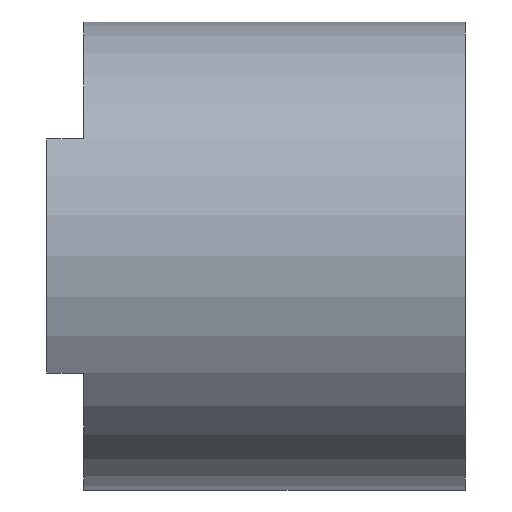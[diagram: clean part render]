
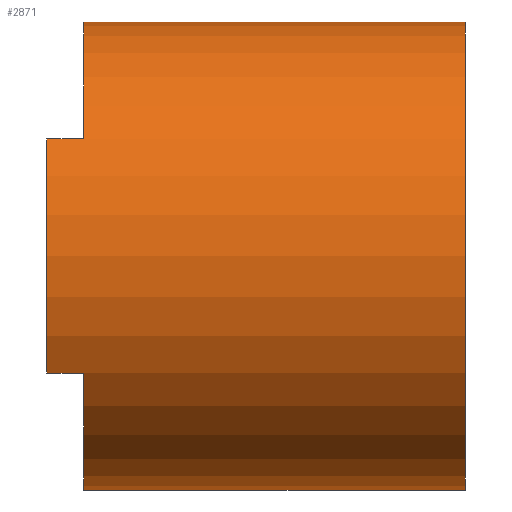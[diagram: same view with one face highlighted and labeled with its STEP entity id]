
A CAD part, left-side view. The second image highlights one B-rep face of the part: STEP entity #2871.
In plain terms, the highlighted cylindrical face has radius 9.5 mm (diameter 19 mm), a partial arc.
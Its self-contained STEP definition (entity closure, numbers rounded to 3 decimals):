
#8 = CIRCLE ( 'NONE', #768, 9.5 ) ;
#110 = EDGE_CURVE ( 'NONE', #1697, #4192, #2540, .T. ) ;
#111 = CARTESIAN_POINT ( 'NONE',  ( -26.227, 15.5, 4.75 ) ) ;
#118 = VERTEX_POINT ( 'NONE', #536 ) ;
#216 = LINE ( 'NONE', #3929, #1000 ) ;
#231 = ORIENTED_EDGE ( 'NONE', *, *, #3811, .F. ) ;
#253 = DIRECTION ( 'NONE',  ( 0., -1., 0. ) ) ;
#279 = VERTEX_POINT ( 'NONE', #3269 ) ;
#289 = DIRECTION ( 'NONE',  ( 0., -1., 0. ) ) ;
#295 = DIRECTION ( 'NONE',  ( 0., 1., 0. ) ) ;
#305 = ORIENTED_EDGE ( 'NONE', *, *, #2550, .T. ) ;
#336 = DIRECTION ( 'NONE',  ( 0., 0., 1. ) ) ;
#452 = EDGE_CURVE ( 'NONE', #2621, #118, #4062, .T. ) ;
#457 = DIRECTION ( 'NONE',  ( 0., 0., -1. ) ) ;
#486 = EDGE_CURVE ( 'NONE', #4192, #3228, #3960, .T. ) ;
#536 = CARTESIAN_POINT ( 'NONE',  ( -26.227, 15.5, -4.75 ) ) ;
#551 = DIRECTION ( 'NONE',  ( 0., 1., 0. ) ) ;
#609 = VECTOR ( 'NONE', #289, 1000. ) ;
#768 = AXIS2_PLACEMENT_3D ( 'NONE', #1424, #2334, #336 ) ;
#965 = DIRECTION ( 'NONE',  ( 0., 1., 0. ) ) ;
#975 = AXIS2_PLACEMENT_3D ( 'NONE', #3268, #1277, #3604 ) ;
#1000 = VECTOR ( 'NONE', #253, 1000. ) ;
#1045 = ORIENTED_EDGE ( 'NONE', *, *, #1428, .F. ) ;
#1277 = DIRECTION ( 'NONE',  ( 0., 1., 0. ) ) ;
#1299 = CARTESIAN_POINT ( 'NONE',  ( -18., 0., 9.5 ) ) ;
#1312 = CARTESIAN_POINT ( 'NONE',  ( -26.227, 17., -4.75 ) ) ;
#1424 = CARTESIAN_POINT ( 'NONE',  ( -18., 17., 0. ) ) ;
#1428 = EDGE_CURVE ( 'NONE', #2621, #1580, #8, .T. ) ;
#1449 = CARTESIAN_POINT ( 'NONE',  ( -18., 17., 0. ) ) ;
#1522 = LINE ( 'NONE', #3983, #2298 ) ;
#1526 = CARTESIAN_POINT ( 'NONE',  ( -18., 15.5, 9.5 ) ) ;
#1580 = VERTEX_POINT ( 'NONE', #3741 ) ;
#1678 = CYLINDRICAL_SURFACE ( 'NONE', #4007, 9.5 ) ;
#1683 = CIRCLE ( 'NONE', #3346, 9.5 ) ;
#1697 = VERTEX_POINT ( 'NONE', #111 ) ;
#1706 = ORIENTED_EDGE ( 'NONE', *, *, #486, .F. ) ;
#1734 = ORIENTED_EDGE ( 'NONE', *, *, #2466, .T. ) ;
#1895 = CARTESIAN_POINT ( 'NONE',  ( -18., 17., 9.5 ) ) ;
#1951 = CARTESIAN_POINT ( 'NONE',  ( -26.227, 17., -4.75 ) ) ;
#2279 = VECTOR ( 'NONE', #2551, 1000. ) ;
#2294 = CARTESIAN_POINT ( 'NONE',  ( -18., 0., 0. ) ) ;
#2298 = VECTOR ( 'NONE', #965, 1000. ) ;
#2334 = DIRECTION ( 'NONE',  ( 0., 1., 0. ) ) ;
#2466 = EDGE_CURVE ( 'NONE', #279, #2806, #216, .T. ) ;
#2528 = AXIS2_PLACEMENT_3D ( 'NONE', #2543, #551, #2886 ) ;
#2540 = CIRCLE ( 'NONE', #2528, 9.5 ) ;
#2543 = CARTESIAN_POINT ( 'NONE',  ( -18., 15.5, 0. ) ) ;
#2550 = EDGE_CURVE ( 'NONE', #2806, #3228, #1683, .T. ) ;
#2551 = DIRECTION ( 'NONE',  ( 0., -1., 0. ) ) ;
#2621 = VERTEX_POINT ( 'NONE', #1312 ) ;
#2626 = DIRECTION ( 'NONE',  ( 0., 0., 1. ) ) ;
#2661 = FACE_OUTER_BOUND ( 'NONE', #2987, .T. ) ;
#2743 = CARTESIAN_POINT ( 'NONE',  ( -18., 0., -9.5 ) ) ;
#2806 = VERTEX_POINT ( 'NONE', #2743 ) ;
#2871 = ADVANCED_FACE ( 'NONE', ( #2661 ), #1678, .T. ) ;
#2886 = DIRECTION ( 'NONE',  ( 0., 0., 1. ) ) ;
#2987 = EDGE_LOOP ( 'NONE', ( #4279, #3895, #1045, #3171, #231, #1734, #305, #1706 ) ) ;
#3171 = ORIENTED_EDGE ( 'NONE', *, *, #452, .T. ) ;
#3228 = VERTEX_POINT ( 'NONE', #1299 ) ;
#3252 = EDGE_CURVE ( 'NONE', #1697, #1580, #1522, .T. ) ;
#3268 = CARTESIAN_POINT ( 'NONE',  ( -18., 15.5, 0. ) ) ;
#3269 = CARTESIAN_POINT ( 'NONE',  ( -18., 15.5, -9.5 ) ) ;
#3346 = AXIS2_PLACEMENT_3D ( 'NONE', #2294, #295, #2626 ) ;
#3604 = DIRECTION ( 'NONE',  ( 0., 0., 1. ) ) ;
#3645 = CIRCLE ( 'NONE', #975, 9.5 ) ;
#3741 = CARTESIAN_POINT ( 'NONE',  ( -26.227, 17., 4.75 ) ) ;
#3811 = EDGE_CURVE ( 'NONE', #279, #118, #3645, .T. ) ;
#3895 = ORIENTED_EDGE ( 'NONE', *, *, #3252, .T. ) ;
#3929 = CARTESIAN_POINT ( 'NONE',  ( -18., 17., -9.5 ) ) ;
#3960 = LINE ( 'NONE', #1895, #2279 ) ;
#3983 = CARTESIAN_POINT ( 'NONE',  ( -26.227, 17., 4.75 ) ) ;
#4007 = AXIS2_PLACEMENT_3D ( 'NONE', #1449, #4128, #457 ) ;
#4062 = LINE ( 'NONE', #1951, #609 ) ;
#4128 = DIRECTION ( 'NONE',  ( 0., -1., 0. ) ) ;
#4192 = VERTEX_POINT ( 'NONE', #1526 ) ;
#4279 = ORIENTED_EDGE ( 'NONE', *, *, #110, .F. ) ;
